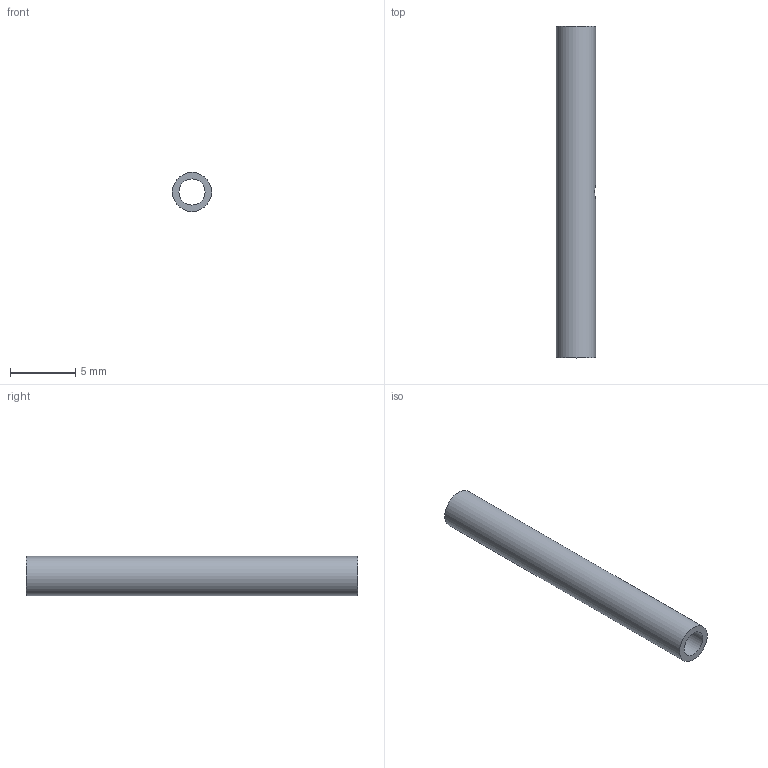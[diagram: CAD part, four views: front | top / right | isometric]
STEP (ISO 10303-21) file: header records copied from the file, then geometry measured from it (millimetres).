
FILE_DESCRIPTION(/* description */ (''),/* implementation_level */ '2;1');
FILE_NAME(/* name */ 'TGG Sheath.step',/* time_stamp */ '2022-01-20T17:29:42-05:00',/* author */ (''),/* organization */ (''),/* preprocessor_version */ 'ST-DEVELOPER v18.1',/* originating_system */ 'Autodesk Translation Framework v10.10.0.1391',/* authorisation */ '');
FILE_SCHEMA (('AUTOMOTIVE_DESIGN { 1 0 10303 214 3 1 1 }'));
Length unit declared in the file: millimetre
Products named in the file (1): (Unsaved)
Bounding box: 3 x 25.4 x 3 mm (x, y, z)
Volume: 99.3 mm3; surface area: 406.9 mm2
Topology: 1 solids, 1 shells, 5 faces, 11 edges, 8 vertices
Faces by surface type: cylinder 3, plane 2
Full cylindrical faces by diameter (mm): 1 x1, 2 x1, 3 x1
Entity records: 246 total; most frequent: CARTESIAN_POINT 93, DIRECTION 23, ORIENTED_EDGE 22, EDGE_CURVE 11, AXIS2_PLACEMENT_3D 10, EDGE_LOOP 9, VERTEX_POINT 8, FACE_OUTER_BOUND 5
